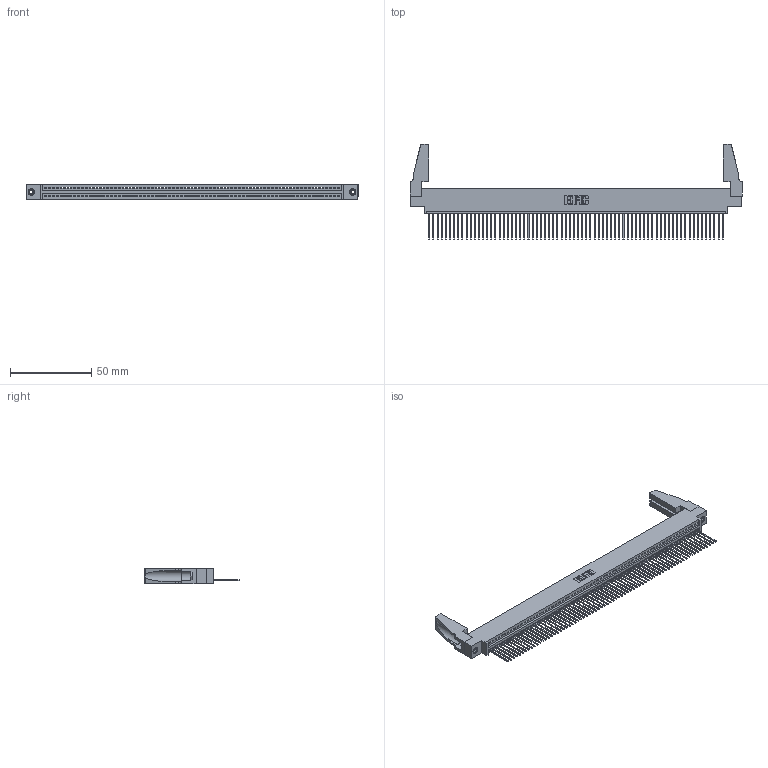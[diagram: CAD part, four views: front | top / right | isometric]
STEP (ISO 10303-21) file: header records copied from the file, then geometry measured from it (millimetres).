
FILE_DESCRIPTION (( 'STEP AP203' ), '1' );
FILE_NAME ('395-072-542-688.STEP', '2019-10-26T11:08:03', ( '' ), ( '' ), 'SwSTEP 2.0', 'SolidWorks 2016', '' );
FILE_SCHEMA (( 'CONFIG_CONTROL_DESIGN' ));
Length unit declared in the file: inch
Products named in the file (5): 345-250-001_345-250-001-102; 395-072-542-688; 345-292-001_345-293-142; 345 Part_0.170 Offset - 0.156 Dia-TH; 345-220-078_345-220-088
Assembly tree (77 placements, depth 2):
  395-072-542-688
    345 Part_0.170 Offset - 0.156 Dia-TH
    345-292-001_345-293-142  x72
    345-250-001_345-250-001-102  x2
    345-220-078_345-220-088  x2
Bounding box: 204.11 x 58.47 x 9.4 mm (x, y, z)
Volume: 22932 mm3; surface area: 30829 mm2
Topology: 77 solids, 77 shells, 4430 faces, 13339 edges, 8786 vertices
Faces by surface type: plane 3036, cylinder 1378, cone 12, torus 4
Entity records: 52448 total; most frequent: CARTESIAN_POINT 9074, ORIENTED_EDGE 9040, DIRECTION 7888, EDGE_CURVE 4520, VECTOR 4058, LINE 4058, VERTEX_POINT 3006, AXIS2_PLACEMENT_3D 1915
